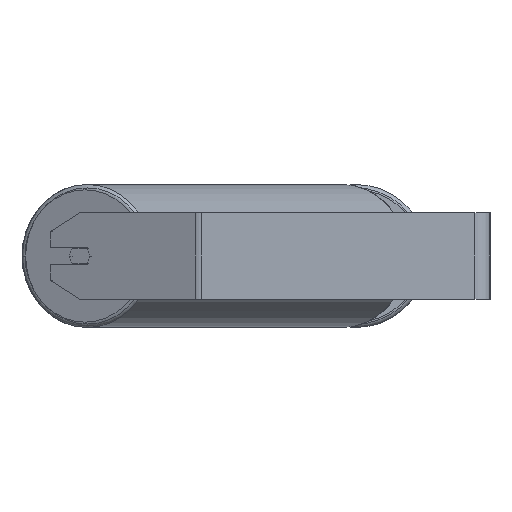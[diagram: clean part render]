
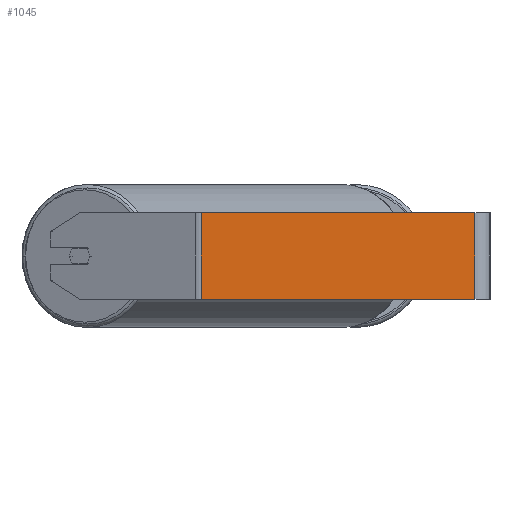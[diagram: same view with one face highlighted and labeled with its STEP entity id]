
A CAD part, left-side view. The second image highlights one B-rep face of the part: STEP entity #1045.
In plain terms, the highlighted planar face has unit normal (-1, 0, 0).
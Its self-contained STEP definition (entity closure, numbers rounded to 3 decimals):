
#32 = VECTOR ( 'NONE', #655, 1000. ) ;
#192 = PLANE ( 'NONE',  #6957 ) ;
#322 = EDGE_CURVE ( 'NONE', #5371, #2811, #7912, .T. ) ;
#655 = DIRECTION ( 'NONE',  ( 0., -1., 0. ) ) ;
#1045 = ADVANCED_FACE ( 'NONE', ( #5713 ), #192, .F. ) ;
#1132 = EDGE_LOOP ( 'NONE', ( #7609, #4008, #2356, #7478 ) ) ;
#1432 = DIRECTION ( 'NONE',  ( 0., 0., -1. ) ) ;
#1642 = LINE ( 'NONE', #7041, #2808 ) ;
#2113 = VERTEX_POINT ( 'NONE', #5577 ) ;
#2161 = CARTESIAN_POINT ( 'NONE',  ( -900., 14., 40. ) ) ;
#2190 = VECTOR ( 'NONE', #1432, 1000. ) ;
#2356 = ORIENTED_EDGE ( 'NONE', *, *, #322, .F. ) ;
#2524 = EDGE_CURVE ( 'NONE', #5371, #2113, #7534, .T. ) ;
#2791 = DIRECTION ( 'NONE',  ( 0., -1., 0. ) ) ;
#2808 = VECTOR ( 'NONE', #2791, 1000. ) ;
#2811 = VERTEX_POINT ( 'NONE', #5936 ) ;
#2933 = CARTESIAN_POINT ( 'NONE',  ( -900., 271.429, 40. ) ) ;
#2977 = DIRECTION ( 'NONE',  ( 0., 0., -1. ) ) ;
#3593 = VERTEX_POINT ( 'NONE', #7816 ) ;
#3961 = CARTESIAN_POINT ( 'NONE',  ( -900., 268.325, 40. ) ) ;
#3966 = VECTOR ( 'NONE', #8178, 1000. ) ;
#4008 = ORIENTED_EDGE ( 'NONE', *, *, #8576, .F. ) ;
#5371 = VERTEX_POINT ( 'NONE', #3961 ) ;
#5526 = CARTESIAN_POINT ( 'NONE',  ( -900., 268.325, 40. ) ) ;
#5577 = CARTESIAN_POINT ( 'NONE',  ( -900., 268.325, -40. ) ) ;
#5624 = DIRECTION ( 'NONE',  ( 1., 0., 0. ) ) ;
#5713 = FACE_OUTER_BOUND ( 'NONE', #1132, .T. ) ;
#5936 = CARTESIAN_POINT ( 'NONE',  ( -900., 14., 40. ) ) ;
#6050 = CARTESIAN_POINT ( 'NONE',  ( -900., 271.429, 40. ) ) ;
#6773 = LINE ( 'NONE', #2161, #3966 ) ;
#6957 = AXIS2_PLACEMENT_3D ( 'NONE', #2933, #5624, #2977 ) ;
#7001 = EDGE_CURVE ( 'NONE', #2113, #3593, #1642, .T. ) ;
#7041 = CARTESIAN_POINT ( 'NONE',  ( -900., 271.429, -40. ) ) ;
#7478 = ORIENTED_EDGE ( 'NONE', *, *, #2524, .T. ) ;
#7534 = LINE ( 'NONE', #5526, #2190 ) ;
#7609 = ORIENTED_EDGE ( 'NONE', *, *, #7001, .T. ) ;
#7816 = CARTESIAN_POINT ( 'NONE',  ( -900., 14., -40. ) ) ;
#7912 = LINE ( 'NONE', #6050, #32 ) ;
#8178 = DIRECTION ( 'NONE',  ( 0., 0., -1. ) ) ;
#8576 = EDGE_CURVE ( 'NONE', #2811, #3593, #6773, .T. ) ;
